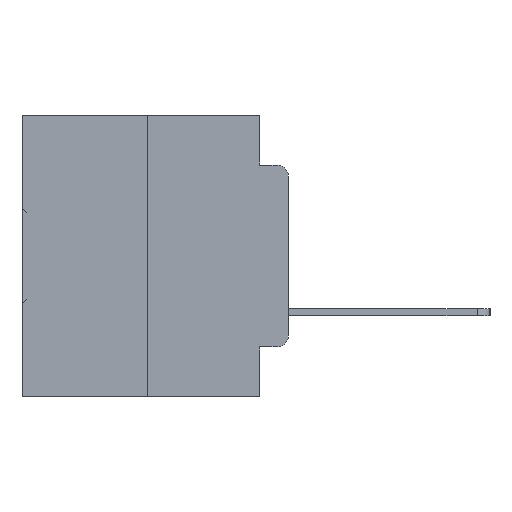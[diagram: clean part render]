
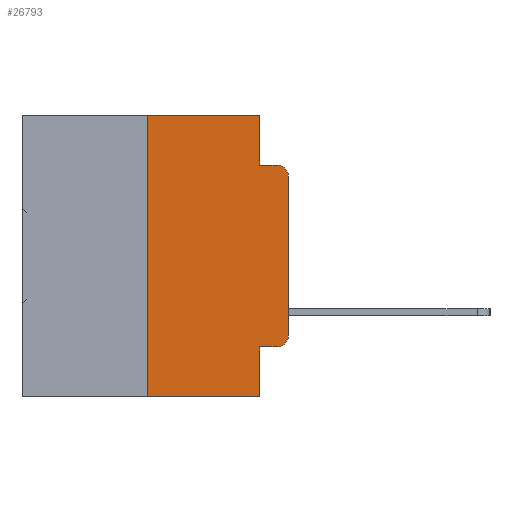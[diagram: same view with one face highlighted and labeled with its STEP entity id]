
A CAD part, left-side view. The second image highlights one B-rep face of the part: STEP entity #26793.
In plain terms, the highlighted planar face has unit normal (-1, 0, 0).
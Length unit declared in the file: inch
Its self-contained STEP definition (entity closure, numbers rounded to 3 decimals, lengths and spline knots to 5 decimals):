
#1319 = AXIS2_PLACEMENT_3D ( 'NONE', #11752, #29256, #14321 ) ;
#2124 = ORIENTED_EDGE ( 'NONE', *, *, #5821, .T. ) ;
#3402 = VERTEX_POINT ( 'NONE', #28149 ) ;
#3889 = VERTEX_POINT ( 'NONE', #20128 ) ;
#3946 = CIRCLE ( 'NONE', #14534, 0.02 ) ;
#4366 = CARTESIAN_POINT ( 'NONE',  ( 0., 0.02, -0.4115 ) ) ;
#4589 = ORIENTED_EDGE ( 'NONE', *, *, #11480, .T. ) ;
#4739 = VECTOR ( 'NONE', #15161, 39.37008 ) ;
#5364 = VECTOR ( 'NONE', #31890, 39.37008 ) ;
#5638 = EDGE_CURVE ( 'NONE', #18106, #3889, #27980, .T. ) ;
#5821 = EDGE_CURVE ( 'NONE', #19390, #24175, #18956, .T. ) ;
#6468 = DIRECTION ( 'NONE',  ( 0., -1., 0. ) ) ;
#6517 = DIRECTION ( 'NONE',  ( 1., 0., 0. ) ) ;
#6895 = FACE_OUTER_BOUND ( 'NONE', #27867, .T. ) ;
#7402 = CARTESIAN_POINT ( 'NONE',  ( 0., 0., 0. ) ) ;
#8320 = CARTESIAN_POINT ( 'NONE',  ( 0., 0., -0.1085 ) ) ;
#8463 = CARTESIAN_POINT ( 'NONE',  ( 0., 0.02, -0.1085 ) ) ;
#9132 = DIRECTION ( 'NONE',  ( 0., 0., -1. ) ) ;
#10501 = EDGE_CURVE ( 'NONE', #14337, #21279, #30779, .T. ) ;
#10532 = CIRCLE ( 'NONE', #1319, 0.02 ) ;
#11081 = DIRECTION ( 'NONE',  ( 0., 0., -1. ) ) ;
#11087 = ORIENTED_EDGE ( 'NONE', *, *, #32726, .T. ) ;
#11480 = EDGE_CURVE ( 'NONE', #24175, #3889, #3946, .T. ) ;
#11692 = CARTESIAN_POINT ( 'NONE',  ( 0., 0.473, 0. ) ) ;
#11752 = CARTESIAN_POINT ( 'NONE',  ( 0., 0.02, -0.3915 ) ) ;
#12016 = VECTOR ( 'NONE', #14825, 39.37008 ) ;
#12184 = EDGE_CURVE ( 'NONE', #26975, #32150, #25327, .T. ) ;
#12243 = LINE ( 'NONE', #24414, #5364 ) ;
#12288 = ORIENTED_EDGE ( 'NONE', *, *, #5638, .F. ) ;
#13326 = CARTESIAN_POINT ( 'NONE',  ( 0., 0.051, -0.5 ) ) ;
#13865 = ORIENTED_EDGE ( 'NONE', *, *, #21863, .F. ) ;
#14321 = DIRECTION ( 'NONE',  ( 0., 0., -1. ) ) ;
#14337 = VERTEX_POINT ( 'NONE', #23762 ) ;
#14534 = AXIS2_PLACEMENT_3D ( 'NONE', #8463, #26089, #11081 ) ;
#14676 = ORIENTED_EDGE ( 'NONE', *, *, #17344, .T. ) ;
#14825 = DIRECTION ( 'NONE',  ( 0., 0., 1. ) ) ;
#14969 = VECTOR ( 'NONE', #9132, 39.37008 ) ;
#15161 = DIRECTION ( 'NONE',  ( 0., -1., 0. ) ) ;
#15533 = DIRECTION ( 'NONE',  ( 0., -1., 0. ) ) ;
#16073 = AXIS2_PLACEMENT_3D ( 'NONE', #21732, #6517, #24255 ) ;
#16237 = ORIENTED_EDGE ( 'NONE', *, *, #26022, .F. ) ;
#16733 = PLANE ( 'NONE',  #16073 ) ;
#17049 = LINE ( 'NONE', #24725, #29510 ) ;
#17344 = EDGE_CURVE ( 'NONE', #26975, #18441, #17049, .T. ) ;
#18106 = VERTEX_POINT ( 'NONE', #29715 ) ;
#18441 = VERTEX_POINT ( 'NONE', #13326 ) ;
#18956 = LINE ( 'NONE', #7402, #29894 ) ;
#19390 = VERTEX_POINT ( 'NONE', #31405 ) ;
#19693 = DIRECTION ( 'NONE',  ( 0., -1., 0. ) ) ;
#20036 = CARTESIAN_POINT ( 'NONE',  ( 0., 0.051, -0.4115 ) ) ;
#20128 = CARTESIAN_POINT ( 'NONE',  ( 0., 0.02, -0.0885 ) ) ;
#21279 = VERTEX_POINT ( 'NONE', #4366 ) ;
#21310 = VECTOR ( 'NONE', #15533, 39.37008 ) ;
#21732 = CARTESIAN_POINT ( 'NONE',  ( 0., 0.473, 0. ) ) ;
#21863 = EDGE_CURVE ( 'NONE', #32150, #3402, #24905, .T. ) ;
#22241 = CARTESIAN_POINT ( 'NONE',  ( 0., 0.25, 0. ) ) ;
#22384 = LINE ( 'NONE', #24346, #14969 ) ;
#23661 = ORIENTED_EDGE ( 'NONE', *, *, #10501, .T. ) ;
#23701 = EDGE_CURVE ( 'NONE', #3402, #18106, #22384, .T. ) ;
#23762 = CARTESIAN_POINT ( 'NONE',  ( 0., 0.051, -0.4115 ) ) ;
#24175 = VERTEX_POINT ( 'NONE', #8320 ) ;
#24255 = DIRECTION ( 'NONE',  ( 0., 0., -1. ) ) ;
#24346 = CARTESIAN_POINT ( 'NONE',  ( 0., 0.051, 0. ) ) ;
#24414 = CARTESIAN_POINT ( 'NONE',  ( 0., 0.051, 0. ) ) ;
#24725 = CARTESIAN_POINT ( 'NONE',  ( 0., 0.473, -0.5 ) ) ;
#24905 = LINE ( 'NONE', #11692, #31499 ) ;
#25327 = LINE ( 'NONE', #22241, #12016 ) ;
#25430 = CARTESIAN_POINT ( 'NONE',  ( 0., 0.051, -0.0885 ) ) ;
#26022 = EDGE_CURVE ( 'NONE', #14337, #18441, #12243, .T. ) ;
#26089 = DIRECTION ( 'NONE',  ( -1., 0., 0. ) ) ;
#26793 = ADVANCED_FACE ( 'NONE', ( #6895 ), #16733, .F. ) ;
#26975 = VERTEX_POINT ( 'NONE', #32373 ) ;
#27181 = ORIENTED_EDGE ( 'NONE', *, *, #12184, .F. ) ;
#27867 = EDGE_LOOP ( 'NONE', ( #2124, #4589, #12288, #32189, #13865, #27181, #14676, #16237, #23661, #11087 ) ) ;
#27980 = LINE ( 'NONE', #25430, #21310 ) ;
#28149 = CARTESIAN_POINT ( 'NONE',  ( 0., 0.051, 0. ) ) ;
#29256 = DIRECTION ( 'NONE',  ( -1., 0., 0. ) ) ;
#29510 = VECTOR ( 'NONE', #19693, 39.37008 ) ;
#29715 = CARTESIAN_POINT ( 'NONE',  ( 0., 0.051, -0.0885 ) ) ;
#29894 = VECTOR ( 'NONE', #30084, 39.37008 ) ;
#30084 = DIRECTION ( 'NONE',  ( 0., 0., 1. ) ) ;
#30779 = LINE ( 'NONE', #20036, #4739 ) ;
#31110 = CARTESIAN_POINT ( 'NONE',  ( 0., 0.25, 0. ) ) ;
#31405 = CARTESIAN_POINT ( 'NONE',  ( 0., 0., -0.3915 ) ) ;
#31499 = VECTOR ( 'NONE', #6468, 39.37008 ) ;
#31890 = DIRECTION ( 'NONE',  ( 0., 0., -1. ) ) ;
#32150 = VERTEX_POINT ( 'NONE', #31110 ) ;
#32189 = ORIENTED_EDGE ( 'NONE', *, *, #23701, .F. ) ;
#32373 = CARTESIAN_POINT ( 'NONE',  ( 0., 0.25, -0.5 ) ) ;
#32726 = EDGE_CURVE ( 'NONE', #21279, #19390, #10532, .T. ) ;
